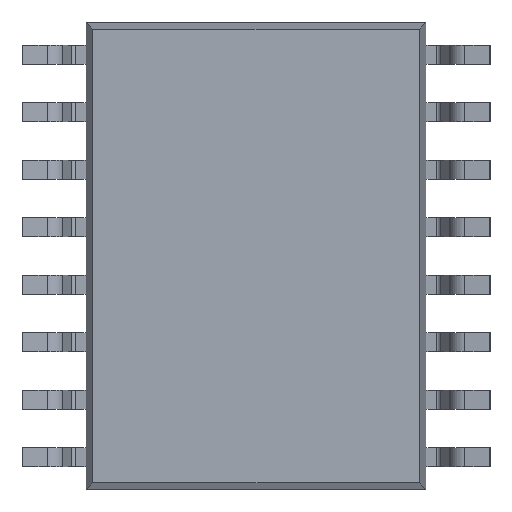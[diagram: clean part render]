
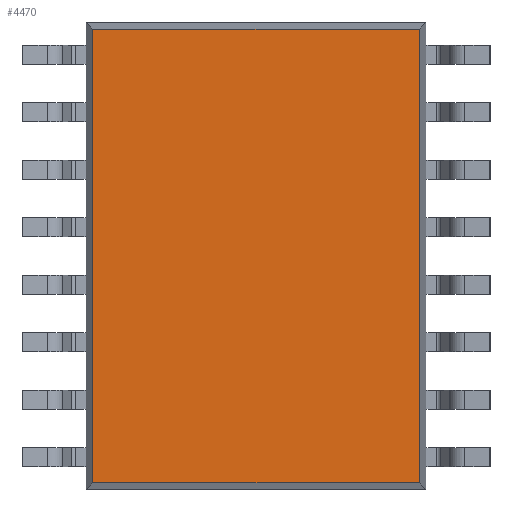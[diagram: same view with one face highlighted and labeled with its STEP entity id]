
A CAD part, front view. The second image highlights one B-rep face of the part: STEP entity #4470.
In plain terms, the highlighted planar face has unit normal (0, -1, 0).
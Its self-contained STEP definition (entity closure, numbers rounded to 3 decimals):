
#43 = LINE ( 'NONE', #3423, #4412 ) ;
#83 = ORIENTED_EDGE ( 'NONE', *, *, #1961, .T. ) ;
#260 = VECTOR ( 'NONE', #3926, 1000. ) ;
#410 = LINE ( 'NONE', #5830, #4147 ) ;
#541 = AXIS2_PLACEMENT_3D ( 'NONE', #2475, #4137, #6537 ) ;
#547 = CARTESIAN_POINT ( 'NONE',  ( 3.604, 0.3, -5.004 ) ) ;
#914 = VERTEX_POINT ( 'NONE', #6669 ) ;
#987 = LINE ( 'NONE', #3326, #260 ) ;
#1148 = EDGE_LOOP ( 'NONE', ( #2252, #7537, #5242, #83 ) ) ;
#1769 = DIRECTION ( 'NONE',  ( -1., 0., 0. ) ) ;
#1961 = EDGE_CURVE ( 'NONE', #4220, #2490, #987, .T. ) ;
#2074 = VERTEX_POINT ( 'NONE', #547 ) ;
#2124 = DIRECTION ( 'NONE',  ( 1., 0., 0. ) ) ;
#2252 = ORIENTED_EDGE ( 'NONE', *, *, #6885, .T. ) ;
#2475 = CARTESIAN_POINT ( 'NONE',  ( 0., 0.3, 0. ) ) ;
#2490 = VERTEX_POINT ( 'NONE', #4990 ) ;
#2603 = LINE ( 'NONE', #4456, #7079 ) ;
#2848 = FACE_OUTER_BOUND ( 'NONE', #1148, .T. ) ;
#3326 = CARTESIAN_POINT ( 'NONE',  ( -3.604, 0.3, 5.15 ) ) ;
#3423 = CARTESIAN_POINT ( 'NONE',  ( 3.75, 0.3, 5.004 ) ) ;
#3857 = EDGE_CURVE ( 'NONE', #2074, #914, #410, .T. ) ;
#3926 = DIRECTION ( 'NONE',  ( 0., 0., -1. ) ) ;
#3944 = EDGE_CURVE ( 'NONE', #914, #4220, #43, .T. ) ;
#4137 = DIRECTION ( 'NONE',  ( 0., -1., 0. ) ) ;
#4147 = VECTOR ( 'NONE', #6897, 1000. ) ;
#4201 = PLANE ( 'NONE',  #541 ) ;
#4220 = VERTEX_POINT ( 'NONE', #6889 ) ;
#4412 = VECTOR ( 'NONE', #1769, 1000. ) ;
#4456 = CARTESIAN_POINT ( 'NONE',  ( -3.75, 0.3, -5.004 ) ) ;
#4470 = ADVANCED_FACE ( 'NONE', ( #2848 ), #4201, .T. ) ;
#4990 = CARTESIAN_POINT ( 'NONE',  ( -3.604, 0.3, -5.004 ) ) ;
#5242 = ORIENTED_EDGE ( 'NONE', *, *, #3944, .T. ) ;
#5830 = CARTESIAN_POINT ( 'NONE',  ( 3.604, 0.3, -5.15 ) ) ;
#6537 = DIRECTION ( 'NONE',  ( 0., 0., -1. ) ) ;
#6669 = CARTESIAN_POINT ( 'NONE',  ( 3.604, 0.3, 5.004 ) ) ;
#6885 = EDGE_CURVE ( 'NONE', #2490, #2074, #2603, .T. ) ;
#6889 = CARTESIAN_POINT ( 'NONE',  ( -3.604, 0.3, 5.004 ) ) ;
#6897 = DIRECTION ( 'NONE',  ( 0., 0., 1. ) ) ;
#7079 = VECTOR ( 'NONE', #2124, 1000. ) ;
#7537 = ORIENTED_EDGE ( 'NONE', *, *, #3857, .T. ) ;
